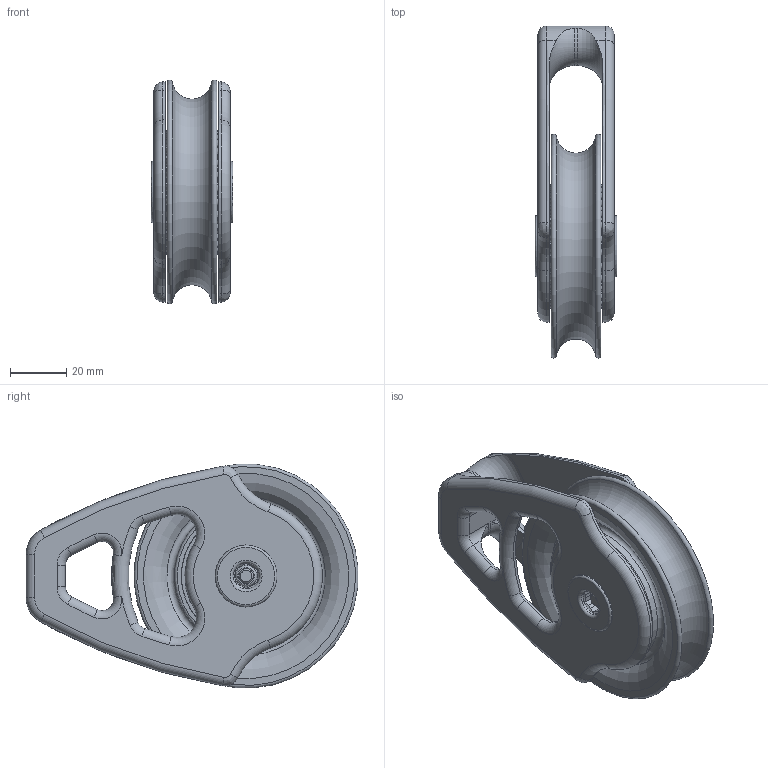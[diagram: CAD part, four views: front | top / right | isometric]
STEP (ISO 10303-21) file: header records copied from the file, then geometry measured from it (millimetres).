
FILE_DESCRIPTION(/* description */ (''),/* implementation_level */ '2;1');
FILE_NAME(/* name */ '00809.stp',/* time_stamp */ '2020-05-07T17:27:26+02:00',/* author */ ('francesca'),/* organization */ (''),/* preprocessor_version */ 'ST-DEVELOPER v18.1',/* originating_system */ 'Autodesk Inventor 2021',/* authorisation */ '');
FILE_SCHEMA (('AUTOMOTIVE_DESIGN { 1 0 10303 214 3 1 1 }'));
Length unit declared in the file: millimetre
Products named in the file (1): 17072114
Bounding box: 29 x 117.65 x 79.3 mm (x, y, z)
Volume: 107911.8 mm3; surface area: 58870.1 mm2
Topology: 64 solids, 64 shells, 325 faces, 872 edges, 576 vertices
Faces by surface type: cylinder 94, torus 83, plane 72, sphere 54, cone 18, bspline 4
Full cylindrical faces by diameter (mm): 4 x1, 4.134 x1, 5 x1, 5.2 x3, 7.5 x1, 8.1 x1, 8.5 x1, 9 x1, 9.3 x1, 15.8 x2, 16 x3, 19.9 x1, 20 x1, 21.8 x2, 22 x1, 29.9 x1, 30 x1, 36.4 x4, 46.4 x4, 50.8 x2
Entity records: 10215 total; most frequent: CARTESIAN_POINT 2094, DIRECTION 1878, ORIENTED_EDGE 1526, AXIS2_PLACEMENT_3D 850, EDGE_CURVE 763, VERTEX_POINT 576, CIRCLE 528, EDGE_LOOP 363
